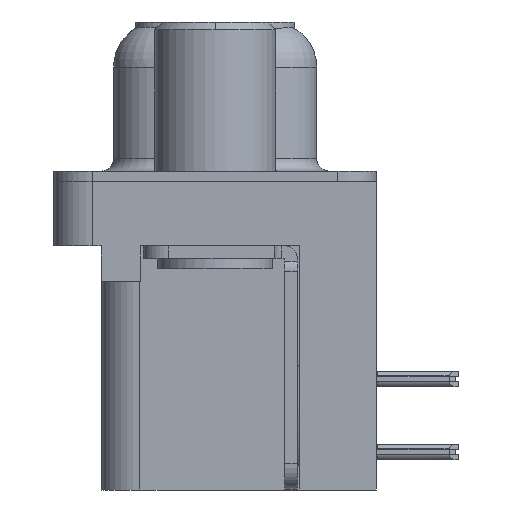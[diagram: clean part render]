
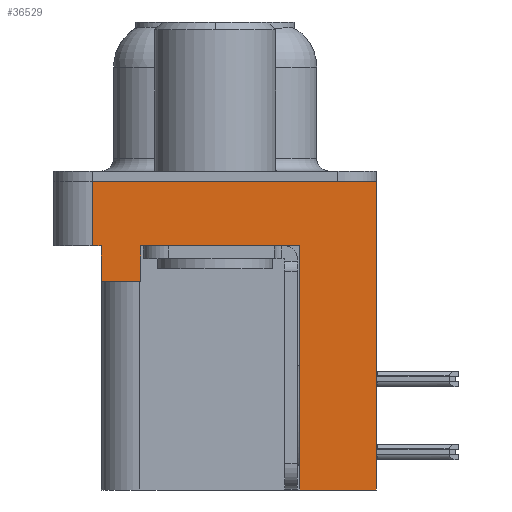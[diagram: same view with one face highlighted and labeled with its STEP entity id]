
A CAD part, left-side view. The second image highlights one B-rep face of the part: STEP entity #36529.
In plain terms, the highlighted planar face has unit normal (-1, 0, 0).
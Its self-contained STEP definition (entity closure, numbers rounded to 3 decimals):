
#727 = ORIENTED_EDGE ( 'NONE', *, *, #16625, .T. ) ;
#1092 = CARTESIAN_POINT ( 'NONE',  ( -2.91, -6.275, -2.5 ) ) ;
#1521 = CARTESIAN_POINT ( 'NONE',  ( -2.91, -6.275, 0. ) ) ;
#2997 = CARTESIAN_POINT ( 'NONE',  ( -2.91, -3.295, -12. ) ) ;
#3594 = LINE ( 'NONE', #24998, #16179 ) ;
#4148 = CARTESIAN_POINT ( 'NONE',  ( -2.91, 4.425, -3.9 ) ) ;
#4289 = CARTESIAN_POINT ( 'NONE',  ( -2.91, 4.425, -2.5 ) ) ;
#4753 = EDGE_LOOP ( 'NONE', ( #31949, #14431, #36196, #13301, #15830, #727, #24066, #21579, #34285, #12332 ) ) ;
#4893 = CARTESIAN_POINT ( 'NONE',  ( -2.91, -3.295, -12. ) ) ;
#5066 = VECTOR ( 'NONE', #10441, 1000. ) ;
#6465 = CARTESIAN_POINT ( 'NONE',  ( -2.91, 4.425, -3.9 ) ) ;
#6771 = LINE ( 'NONE', #1092, #7709 ) ;
#7442 = LINE ( 'NONE', #4148, #12541 ) ;
#7629 = LINE ( 'NONE', #6465, #9922 ) ;
#7709 = VECTOR ( 'NONE', #24567, 1000. ) ;
#7737 = EDGE_CURVE ( 'NONE', #25069, #9854, #6771, .T. ) ;
#9593 = DIRECTION ( 'NONE',  ( 0., 0., 1. ) ) ;
#9854 = VERTEX_POINT ( 'NONE', #19043 ) ;
#9922 = VECTOR ( 'NONE', #9593, 1000. ) ;
#10249 = LINE ( 'NONE', #1521, #21368 ) ;
#10314 = EDGE_CURVE ( 'NONE', #22218, #27088, #26525, .T. ) ;
#10441 = DIRECTION ( 'NONE',  ( 0., 0., 1. ) ) ;
#10688 = EDGE_CURVE ( 'NONE', #25069, #14201, #26435, .T. ) ;
#10865 = DIRECTION ( 'NONE',  ( 0., 0., 1. ) ) ;
#11619 = VECTOR ( 'NONE', #10865, 1000. ) ;
#11827 = DIRECTION ( 'NONE',  ( -1., 0., 0. ) ) ;
#11857 = CARTESIAN_POINT ( 'NONE',  ( -2.91, 4.775, -2.5 ) ) ;
#12106 = VECTOR ( 'NONE', #26735, 1000. ) ;
#12121 = VERTEX_POINT ( 'NONE', #22317 ) ;
#12332 = ORIENTED_EDGE ( 'NONE', *, *, #7737, .T. ) ;
#12345 = EDGE_CURVE ( 'NONE', #25374, #27088, #7629, .T. ) ;
#12541 = VECTOR ( 'NONE', #17004, 1000. ) ;
#13301 = ORIENTED_EDGE ( 'NONE', *, *, #12345, .F. ) ;
#13732 = CARTESIAN_POINT ( 'NONE',  ( -2.91, 4.775, -2.5 ) ) ;
#14072 = VERTEX_POINT ( 'NONE', #21245 ) ;
#14156 = EDGE_CURVE ( 'NONE', #34409, #25374, #7442, .T. ) ;
#14201 = VERTEX_POINT ( 'NONE', #23309 ) ;
#14431 = ORIENTED_EDGE ( 'NONE', *, *, #22522, .F. ) ;
#14822 = DIRECTION ( 'NONE',  ( 0., 0., 1. ) ) ;
#15450 = VECTOR ( 'NONE', #37635, 1000. ) ;
#15830 = ORIENTED_EDGE ( 'NONE', *, *, #14156, .F. ) ;
#16179 = VECTOR ( 'NONE', #19440, 1000. ) ;
#16625 = EDGE_CURVE ( 'NONE', #34409, #14072, #25936, .T. ) ;
#17004 = DIRECTION ( 'NONE',  ( 0., 1., 0. ) ) ;
#17883 = CARTESIAN_POINT ( 'NONE',  ( -2.91, 4.425, -3.9 ) ) ;
#19043 = CARTESIAN_POINT ( 'NONE',  ( -2.91, -6.275, 0. ) ) ;
#19440 = DIRECTION ( 'NONE',  ( 0., -1., 0. ) ) ;
#20614 = PLANE ( 'NONE',  #22864 ) ;
#21245 = CARTESIAN_POINT ( 'NONE',  ( -2.91, 2.895, -2.5 ) ) ;
#21368 = VECTOR ( 'NONE', #28109, 1000. ) ;
#21414 = CARTESIAN_POINT ( 'NONE',  ( -2.91, 2.895, -3.9 ) ) ;
#21579 = ORIENTED_EDGE ( 'NONE', *, *, #26194, .F. ) ;
#22218 = VERTEX_POINT ( 'NONE', #11857 ) ;
#22317 = CARTESIAN_POINT ( 'NONE',  ( -2.91, 4.775, 0. ) ) ;
#22522 = EDGE_CURVE ( 'NONE', #22218, #12121, #28299, .T. ) ;
#22680 = CARTESIAN_POINT ( 'NONE',  ( -2.91, -6.275, -2.5 ) ) ;
#22864 = AXIS2_PLACEMENT_3D ( 'NONE', #26584, #11827, #14822 ) ;
#22931 = VERTEX_POINT ( 'NONE', #35716 ) ;
#23309 = CARTESIAN_POINT ( 'NONE',  ( -2.91, -3.295, -12. ) ) ;
#24066 = ORIENTED_EDGE ( 'NONE', *, *, #28782, .T. ) ;
#24567 = DIRECTION ( 'NONE',  ( 0., 0., 1. ) ) ;
#24998 = CARTESIAN_POINT ( 'NONE',  ( -2.91, -6.275, -2.5 ) ) ;
#25069 = VERTEX_POINT ( 'NONE', #25737 ) ;
#25374 = VERTEX_POINT ( 'NONE', #17883 ) ;
#25616 = DIRECTION ( 'NONE',  ( 0., 0., 1. ) ) ;
#25737 = CARTESIAN_POINT ( 'NONE',  ( -2.91, -6.275, -12. ) ) ;
#25936 = LINE ( 'NONE', #30954, #5066 ) ;
#26194 = EDGE_CURVE ( 'NONE', #14201, #22931, #38226, .T. ) ;
#26435 = LINE ( 'NONE', #2997, #12106 ) ;
#26525 = LINE ( 'NONE', #22680, #15450 ) ;
#26584 = CARTESIAN_POINT ( 'NONE',  ( -2.91, -6.275, -2.5 ) ) ;
#26735 = DIRECTION ( 'NONE',  ( 0., 1., 0. ) ) ;
#27088 = VERTEX_POINT ( 'NONE', #4289 ) ;
#28109 = DIRECTION ( 'NONE',  ( 0., -1., 0. ) ) ;
#28299 = LINE ( 'NONE', #13732, #11619 ) ;
#28782 = EDGE_CURVE ( 'NONE', #14072, #22931, #3594, .T. ) ;
#30942 = EDGE_CURVE ( 'NONE', #12121, #9854, #10249, .T. ) ;
#30954 = CARTESIAN_POINT ( 'NONE',  ( -2.91, 2.895, -3.9 ) ) ;
#31949 = ORIENTED_EDGE ( 'NONE', *, *, #30942, .F. ) ;
#34285 = ORIENTED_EDGE ( 'NONE', *, *, #10688, .F. ) ;
#34409 = VERTEX_POINT ( 'NONE', #21414 ) ;
#35716 = CARTESIAN_POINT ( 'NONE',  ( -2.91, -3.295, -2.5 ) ) ;
#36196 = ORIENTED_EDGE ( 'NONE', *, *, #10314, .T. ) ;
#36529 = ADVANCED_FACE ( 'NONE', ( #37120 ), #20614, .T. ) ;
#36856 = VECTOR ( 'NONE', #25616, 1000. ) ;
#37120 = FACE_OUTER_BOUND ( 'NONE', #4753, .T. ) ;
#37635 = DIRECTION ( 'NONE',  ( 0., -1., 0. ) ) ;
#38226 = LINE ( 'NONE', #4893, #36856 ) ;
